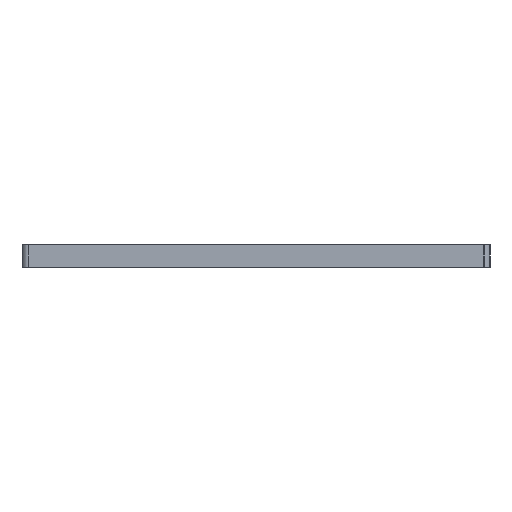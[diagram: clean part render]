
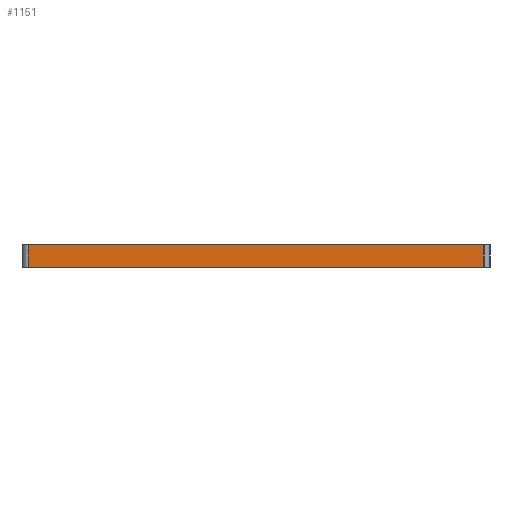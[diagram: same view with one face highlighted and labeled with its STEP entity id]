
A CAD part, left-side view. The second image highlights one B-rep face of the part: STEP entity #1151.
In plain terms, the highlighted planar face has unit normal (-1, 0, 0).
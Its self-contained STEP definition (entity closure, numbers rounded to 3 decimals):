
#154 = VERTEX_POINT('',#155);
#155 = CARTESIAN_POINT('',(131.24,-66.07,0.));
#162 = EDGE_CURVE('',#163,#154,#165,.T.);
#163 = VERTEX_POINT('',#164);
#164 = CARTESIAN_POINT('',(131.24,-98.98,0.));
#165 = LINE('',#166,#167);
#166 = CARTESIAN_POINT('',(131.24,-98.98,0.));
#167 = VECTOR('',#168,1.);
#168 = DIRECTION('',(0.,1.,0.));
#626 = VERTEX_POINT('',#627);
#627 = CARTESIAN_POINT('',(131.24,-66.07,1.6));
#634 = EDGE_CURVE('',#635,#626,#637,.T.);
#635 = VERTEX_POINT('',#636);
#636 = CARTESIAN_POINT('',(131.24,-98.98,1.6));
#637 = LINE('',#638,#639);
#638 = CARTESIAN_POINT('',(131.24,-98.98,1.6));
#639 = VECTOR('',#640,1.);
#640 = DIRECTION('',(0.,1.,0.));
#1121 = EDGE_CURVE('',#154,#626,#1122,.T.);
#1122 = LINE('',#1123,#1124);
#1123 = CARTESIAN_POINT('',(131.24,-66.07,0.));
#1124 = VECTOR('',#1125,1.);
#1125 = DIRECTION('',(0.,0.,1.));
#1151 = ADVANCED_FACE('',(#1152),#1163,.T.);
#1152 = FACE_BOUND('',#1153,.T.);
#1153 = EDGE_LOOP('',(#1154,#1160,#1161,#1162));
#1154 = ORIENTED_EDGE('',*,*,#1155,.T.);
#1155 = EDGE_CURVE('',#163,#635,#1156,.T.);
#1156 = LINE('',#1157,#1158);
#1157 = CARTESIAN_POINT('',(131.24,-98.98,0.));
#1158 = VECTOR('',#1159,1.);
#1159 = DIRECTION('',(0.,0.,1.));
#1160 = ORIENTED_EDGE('',*,*,#634,.T.);
#1161 = ORIENTED_EDGE('',*,*,#1121,.F.);
#1162 = ORIENTED_EDGE('',*,*,#162,.F.);
#1163 = PLANE('',#1164);
#1164 = AXIS2_PLACEMENT_3D('',#1165,#1166,#1167);
#1165 = CARTESIAN_POINT('',(131.24,-98.98,0.));
#1166 = DIRECTION('',(-1.,0.,0.));
#1167 = DIRECTION('',(0.,1.,0.));
